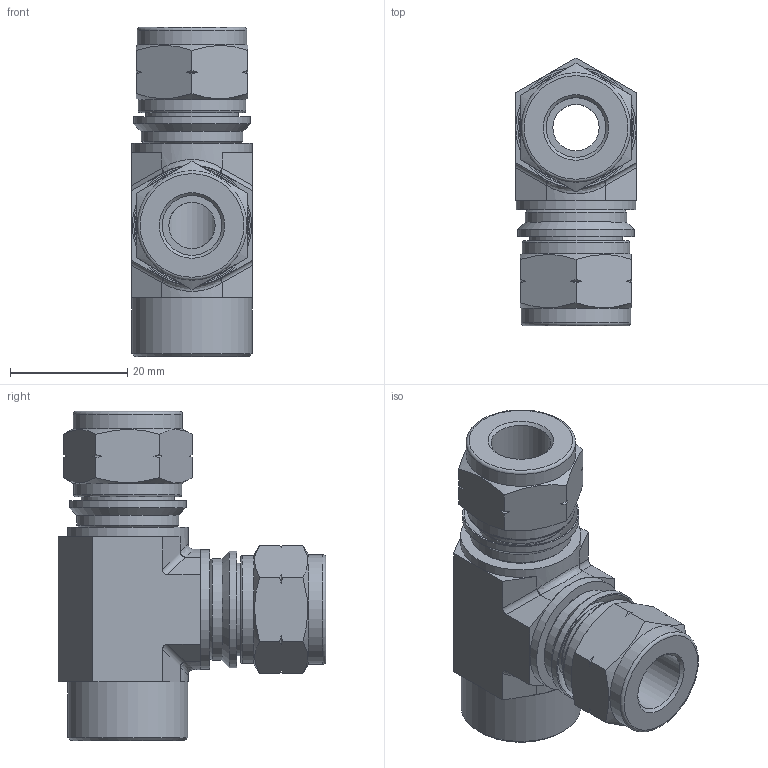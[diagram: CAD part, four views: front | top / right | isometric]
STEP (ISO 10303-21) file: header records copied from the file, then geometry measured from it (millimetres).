
FILE_DESCRIPTION(/* description */ (''),/* implementation_level */ '2;1');
FILE_NAME(/* name */ 'SFRTI-10M-4N.stp',/* time_stamp */ '2022-05-04T08:25:41+09:00',/* author */ ('user'),/* organization */ (''),/* preprocessor_version */ 'ST-DEVELOPER v18.1',/* originating_system */ 'Autodesk Inventor 2022',/* authorisation */ '');
FILE_SCHEMA (('AUTOMOTIVE_DESIGN { 1 0 10303 214 3 1 1 }'));
Length unit declared in the file: millimetre
Products named in the file (1): SFRT-10M-4N
Bounding box: 20.6 x 45.72 x 56.23 mm (x, y, z)
Volume: 19106.9 mm3; surface area: 9873.1 mm2
Topology: 1 solids, 1 shells, 127 faces, 297 edges, 183 vertices
Faces by surface type: plane 44, cone 44, cylinder 29, bspline 6, torus 4
Full cylindrical faces by diameter (mm): 7.9 x2, 10.2 x2, 10.7 x1, 14.2 x2, 14.6 x2, 15.87 x2, 17.4 x2, 18.4 x2, 18.7 x2, 19.9 x2, 20.413 x1, 20.5 x1, 20.6 x1
Entity records: 3739 total; most frequent: CARTESIAN_POINT 949, ORIENTED_EDGE 594, DIRECTION 567, EDGE_CURVE 297, AXIS2_PLACEMENT_3D 226, VERTEX_POINT 183, EDGE_LOOP 142, FACE_OUTER_BOUND 127
